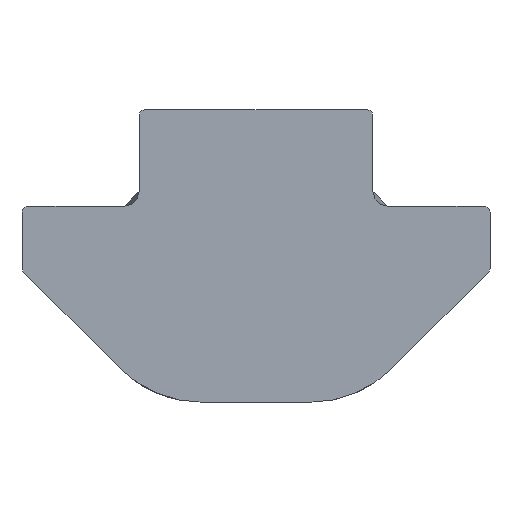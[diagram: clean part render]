
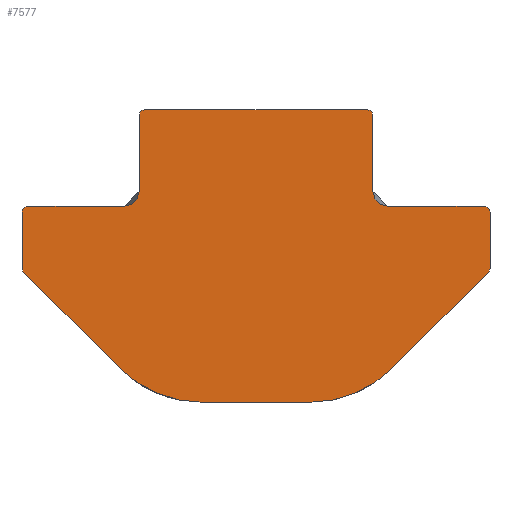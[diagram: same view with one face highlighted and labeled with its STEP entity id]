
A CAD part, front view. The second image highlights one B-rep face of the part: STEP entity #7577.
In plain terms, the highlighted planar face has unit normal (0, -1, 0).
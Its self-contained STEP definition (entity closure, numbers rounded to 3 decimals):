
#222=PLANE('',#8232);
#606=FACE_OUTER_BOUND('',#1055,.T.);
#1055=EDGE_LOOP('',(#6933,#6934,#6935,#6936,#6937,#6938,#6939,#6940,#6941,
#6942,#6943,#6944,#6945,#6946,#6947,#6948,#6949,#6950,#6951,#6952));
#1915=LINE('',#15900,#2450);
#1918=LINE('',#15905,#2453);
#1923=LINE('',#15919,#2458);
#1929=LINE('',#15935,#2464);
#1935=LINE('',#15951,#2470);
#1942=LINE('',#15972,#2477);
#1945=LINE('',#15981,#2480);
#1946=LINE('',#15983,#2481);
#1949=LINE('',#15989,#2484);
#1953=LINE('',#16001,#2488);
#2450=VECTOR('',#9919,1.);
#2453=VECTOR('',#9922,1.);
#2458=VECTOR('',#9937,1.);
#2464=VECTOR('',#9955,1.);
#2470=VECTOR('',#9973,1.);
#2477=VECTOR('',#9998,1.);
#2480=VECTOR('',#10009,1.);
#2481=VECTOR('',#10012,1.);
#2484=VECTOR('',#10017,1.);
#2488=VECTOR('',#10029,1.);
#2588=CIRCLE('',#7731,4.);
#2591=CIRCLE('',#7767,4.);
#2724=CIRCLE('',#8193,0.5);
#2726=CIRCLE('',#8199,0.2);
#2728=CIRCLE('',#8205,0.2);
#2730=CIRCLE('',#8211,0.5);
#2733=CIRCLE('',#8216,0.2);
#2735=CIRCLE('',#8220,0.2);
#2737=CIRCLE('',#8226,0.2);
#2739=CIRCLE('',#8230,0.2);
#2938=VERTEX_POINT('',#11827);
#2939=VERTEX_POINT('',#11829);
#2944=VERTEX_POINT('',#11905);
#2945=VERTEX_POINT('',#11907);
#3477=VERTEX_POINT('',#15897);
#3478=VERTEX_POINT('',#15899);
#3479=VERTEX_POINT('',#15902);
#3480=VERTEX_POINT('',#15904);
#3482=VERTEX_POINT('',#15910);
#3484=VERTEX_POINT('',#15918);
#3486=VERTEX_POINT('',#15926);
#3488=VERTEX_POINT('',#15934);
#3490=VERTEX_POINT('',#15942);
#3492=VERTEX_POINT('',#15950);
#3495=VERTEX_POINT('',#15964);
#3497=VERTEX_POINT('',#15970);
#3499=VERTEX_POINT('',#15976);
#3501=VERTEX_POINT('',#15987);
#3503=VERTEX_POINT('',#15993);
#3505=VERTEX_POINT('',#15999);
#3770=EDGE_CURVE('',#2939,#2938,#2588,.T.);
#3809=EDGE_CURVE('',#2945,#2944,#2591,.T.);
#4600=EDGE_CURVE('',#3478,#3477,#1915,.T.);
#4603=EDGE_CURVE('',#3480,#3479,#1918,.T.);
#4606=EDGE_CURVE('',#3478,#3482,#2724,.T.);
#4610=EDGE_CURVE('',#3484,#3482,#1923,.T.);
#4614=EDGE_CURVE('',#3486,#3484,#2726,.T.);
#4618=EDGE_CURVE('',#3488,#3486,#1929,.T.);
#4622=EDGE_CURVE('',#3490,#3488,#2728,.T.);
#4626=EDGE_CURVE('',#3492,#3490,#1935,.T.);
#4630=EDGE_CURVE('',#3492,#3479,#2730,.T.);
#4634=EDGE_CURVE('',#3477,#3495,#2733,.T.);
#4637=EDGE_CURVE('',#3495,#3497,#1942,.T.);
#4640=EDGE_CURVE('',#3497,#3499,#2735,.T.);
#4642=EDGE_CURVE('',#3499,#2939,#1945,.T.);
#4643=EDGE_CURVE('',#2938,#2945,#1946,.T.);
#4646=EDGE_CURVE('',#2944,#3501,#1949,.T.);
#4649=EDGE_CURVE('',#3501,#3503,#2737,.T.);
#4652=EDGE_CURVE('',#3503,#3505,#1953,.T.);
#4654=EDGE_CURVE('',#3505,#3480,#2739,.T.);
#6933=ORIENTED_EDGE('',*,*,#4622,.T.);
#6934=ORIENTED_EDGE('',*,*,#4618,.T.);
#6935=ORIENTED_EDGE('',*,*,#4614,.T.);
#6936=ORIENTED_EDGE('',*,*,#4610,.T.);
#6937=ORIENTED_EDGE('',*,*,#4606,.F.);
#6938=ORIENTED_EDGE('',*,*,#4600,.T.);
#6939=ORIENTED_EDGE('',*,*,#4634,.T.);
#6940=ORIENTED_EDGE('',*,*,#4637,.T.);
#6941=ORIENTED_EDGE('',*,*,#4640,.T.);
#6942=ORIENTED_EDGE('',*,*,#4642,.T.);
#6943=ORIENTED_EDGE('',*,*,#3770,.T.);
#6944=ORIENTED_EDGE('',*,*,#4643,.T.);
#6945=ORIENTED_EDGE('',*,*,#3809,.T.);
#6946=ORIENTED_EDGE('',*,*,#4646,.T.);
#6947=ORIENTED_EDGE('',*,*,#4649,.T.);
#6948=ORIENTED_EDGE('',*,*,#4652,.T.);
#6949=ORIENTED_EDGE('',*,*,#4654,.T.);
#6950=ORIENTED_EDGE('',*,*,#4603,.T.);
#6951=ORIENTED_EDGE('',*,*,#4630,.F.);
#6952=ORIENTED_EDGE('',*,*,#4626,.T.);
#7577=ADVANCED_FACE('',(#606),#222,.T.);
#7731=AXIS2_PLACEMENT_3D('',#11830,#8567,#8568);
#7767=AXIS2_PLACEMENT_3D('',#11908,#8675,#8676);
#8193=AXIS2_PLACEMENT_3D('',#15911,#9927,#9928);
#8199=AXIS2_PLACEMENT_3D('',#15927,#9945,#9946);
#8205=AXIS2_PLACEMENT_3D('',#15943,#9963,#9964);
#8211=AXIS2_PLACEMENT_3D('',#15958,#9981,#9982);
#8216=AXIS2_PLACEMENT_3D('',#15966,#9992,#9993);
#8220=AXIS2_PLACEMENT_3D('',#15978,#10004,#10005);
#8226=AXIS2_PLACEMENT_3D('',#15995,#10023,#10024);
#8230=AXIS2_PLACEMENT_3D('',#16004,#10034,#10035);
#8232=AXIS2_PLACEMENT_3D('',#16006,#10038,#10039);
#8567=DIRECTION('center_axis',(0.,-1.,0.));
#8568=DIRECTION('ref_axis',(-0.707,0.,-0.707));
#8675=DIRECTION('center_axis',(0.,-1.,0.));
#8676=DIRECTION('ref_axis',(0.,0.,-1.));
#9919=DIRECTION('',(-1.,0.,0.));
#9922=DIRECTION('',(-1.,0.,0.));
#9927=DIRECTION('center_axis',(0.,-1.,0.));
#9928=DIRECTION('ref_axis',(0.,0.,-1.));
#9937=DIRECTION('',(0.,0.,-1.));
#9945=DIRECTION('center_axis',(0.,-1.,0.));
#9946=DIRECTION('ref_axis',(0.,0.,1.));
#9955=DIRECTION('',(-1.,0.,0.));
#9963=DIRECTION('center_axis',(0.,-1.,0.));
#9964=DIRECTION('ref_axis',(1.,0.,0.));
#9973=DIRECTION('',(0.,0.,1.));
#9981=DIRECTION('center_axis',(0.,-1.,0.));
#9982=DIRECTION('ref_axis',(-1.,0.,0.));
#9992=DIRECTION('center_axis',(0.,-1.,0.));
#9993=DIRECTION('ref_axis',(0.,0.,1.));
#9998=DIRECTION('',(0.,0.,-1.));
#10004=DIRECTION('center_axis',(0.,-1.,0.));
#10005=DIRECTION('ref_axis',(-1.,0.,0.));
#10009=DIRECTION('',(0.707,0.,-0.707));
#10012=DIRECTION('',(1.,0.,0.));
#10017=DIRECTION('',(0.707,0.,0.707));
#10023=DIRECTION('center_axis',(0.,-1.,0.));
#10024=DIRECTION('ref_axis',(0.707,0.,-0.707));
#10029=DIRECTION('',(0.,0.,1.));
#10034=DIRECTION('center_axis',(0.,-1.,0.));
#10035=DIRECTION('ref_axis',(1.,0.,0.));
#10038=DIRECTION('center_axis',(0.,-1.,0.));
#10039=DIRECTION('ref_axis',(1.,0.,0.));
#11827=CARTESIAN_POINT('',(-1.843,-1000.,-6.7));
#11829=CARTESIAN_POINT('',(-4.672,-1000.,-5.528));
#11830=CARTESIAN_POINT('Origin',(-1.843,-1000.,-2.7));
#11905=CARTESIAN_POINT('',(4.672,-1000.,-5.528));
#11907=CARTESIAN_POINT('',(1.843,-1000.,-6.7));
#11908=CARTESIAN_POINT('Origin',(1.843,-1000.,-2.7));
#15897=CARTESIAN_POINT('',(-7.8,-1000.,0.));
#15899=CARTESIAN_POINT('',(-4.5,-1000.,0.));
#15900=CARTESIAN_POINT('',(-4.5,-1000.,0.));
#15902=CARTESIAN_POINT('',(4.5,-1000.,0.));
#15904=CARTESIAN_POINT('',(7.8,-1000.,0.));
#15905=CARTESIAN_POINT('',(7.8,-1000.,0.));
#15910=CARTESIAN_POINT('',(-4.,-1000.,0.5));
#15911=CARTESIAN_POINT('Origin',(-4.5,-1000.,0.5));
#15918=CARTESIAN_POINT('',(-4.,-1000.,3.1));
#15919=CARTESIAN_POINT('',(-4.,-1000.,3.1));
#15926=CARTESIAN_POINT('',(-3.8,-1000.,3.3));
#15927=CARTESIAN_POINT('Origin',(-3.8,-1000.,3.1));
#15934=CARTESIAN_POINT('',(3.8,-1000.,3.3));
#15935=CARTESIAN_POINT('',(3.8,-1000.,3.3));
#15942=CARTESIAN_POINT('',(4.,-1000.,3.1));
#15943=CARTESIAN_POINT('Origin',(3.8,-1000.,3.1));
#15950=CARTESIAN_POINT('',(4.,-1000.,0.5));
#15951=CARTESIAN_POINT('',(4.,-1000.,0.5));
#15958=CARTESIAN_POINT('Origin',(4.5,-1000.,0.5));
#15964=CARTESIAN_POINT('',(-8.,-1000.,-0.2));
#15966=CARTESIAN_POINT('Origin',(-7.8,-1000.,-0.2));
#15970=CARTESIAN_POINT('',(-8.,-1000.,-2.117));
#15972=CARTESIAN_POINT('',(-8.,-1000.,-0.2));
#15976=CARTESIAN_POINT('',(-7.941,-1000.,-2.259));
#15978=CARTESIAN_POINT('Origin',(-7.8,-1000.,-2.117));
#15981=CARTESIAN_POINT('',(-7.941,-1000.,-2.259));
#15983=CARTESIAN_POINT('',(-1.843,-1000.,-6.7));
#15987=CARTESIAN_POINT('',(7.941,-1000.,-2.259));
#15989=CARTESIAN_POINT('',(4.672,-1000.,-5.528));
#15993=CARTESIAN_POINT('',(8.,-1000.,-2.117));
#15995=CARTESIAN_POINT('Origin',(7.8,-1000.,-2.117));
#15999=CARTESIAN_POINT('',(8.,-1000.,-0.2));
#16001=CARTESIAN_POINT('',(8.,-1000.,-2.117));
#16004=CARTESIAN_POINT('Origin',(7.8,-1000.,-0.2));
#16006=CARTESIAN_POINT('Origin',(0.,-1000.,-1.505));
